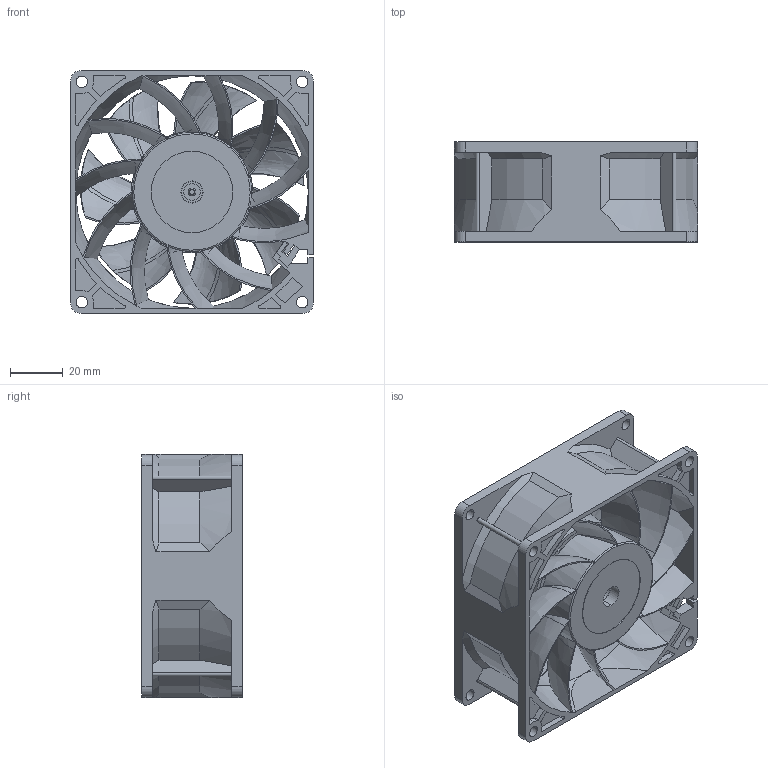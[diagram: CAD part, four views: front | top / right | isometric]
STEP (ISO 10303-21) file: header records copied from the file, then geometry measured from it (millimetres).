
FILE_DESCRIPTION((''),'2;1');
FILE_NAME('9238-1_ASM','2019-01-08T',('Administrator'),(''),'PRO/ENGINEER BY PARAMETRIC TECHNOLOGY CORPORATION, 2009440','PRO/ENGINEER BY PARAMETRIC TECHNOLOGY CORPORATION, 2009440','');
FILE_SCHEMA(('CONFIG_CONTROL_DESIGN'));
Length unit declared in the file: millimetre
Products named in the file (3): 9238-2BSHANYEK; 9238-2B-YE; 9238-1_ASM
Assembly tree (2 placements, depth 2):
  9238-1_ASM
    9238-2BSHANYEK
    9238-2B-YE
Bounding box: 92 x 38 x 92 mm (x, y, z)
Volume: 55729.6 mm3; surface area: 67937.6 mm2
Topology: 2 solids, 2 shells, 610 faces, 1687 edges, 1093 vertices
Faces by surface type: plane 221, cylinder 172, bspline 100, cone 60, torus 54, extrusion 3
Entity records: 23596 total; most frequent: CARTESIAN_POINT 8915, ORIENTED_EDGE 3354, DIRECTION 2664, EDGE_CURVE 1677, VERTEX_POINT 1090, AXIS2_PLACEMENT_3D 1060, EDGE_LOOP 661, FACE_OUTER_BOUND 605
